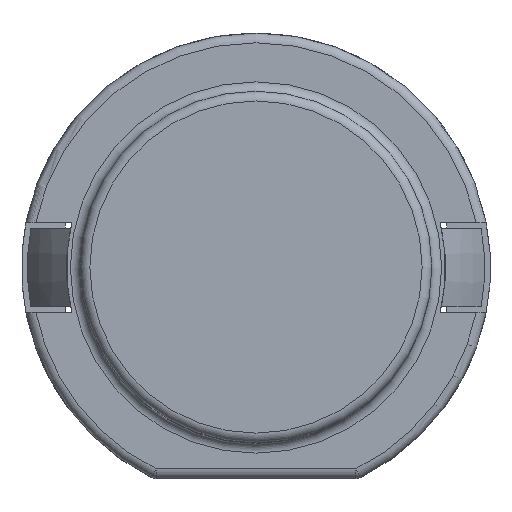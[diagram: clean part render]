
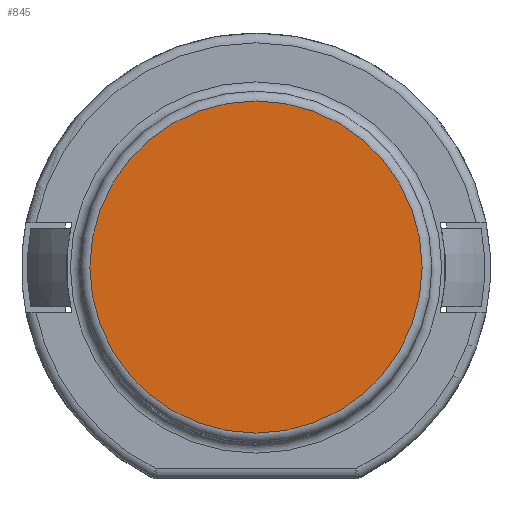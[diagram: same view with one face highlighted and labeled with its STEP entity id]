
A CAD part, top view. The second image highlights one B-rep face of the part: STEP entity #845.
In plain terms, the highlighted planar face has unit normal (0, 0, 1).
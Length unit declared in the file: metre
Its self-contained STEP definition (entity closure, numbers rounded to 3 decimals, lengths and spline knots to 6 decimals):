
#845 = ADVANCED_FACE( '', ( #1762 ), #1763, .T. );
#1762 = FACE_OUTER_BOUND( '', #2898, .T. );
#1763 = PLANE( '', #2899 );
#2898 = EDGE_LOOP( '', ( #5444 ) );
#2899 = AXIS2_PLACEMENT_3D( '', #5445, #5446, #5447 );
#5444 = ORIENTED_EDGE( '', *, *, #6261, .T. );
#5445 = CARTESIAN_POINT( '', ( 0.0025, -0.0022, 0.014 ) );
#5446 = DIRECTION( '', ( 0., 0., 1. ) );
#5447 = DIRECTION( '', ( 1., 0., 0. ) );
#6261 = EDGE_CURVE( '', #7667, #7667, #7668, .T. );
#7667 = VERTEX_POINT( '', #9664 );
#7668 = CIRCLE( '', #9665, 0.00425 );
#9664 = CARTESIAN_POINT( '', ( 0.00675, -0.0025, 0.014 ) );
#9665 = AXIS2_PLACEMENT_3D( '', #11431, #11432, #11433 );
#11431 = CARTESIAN_POINT( '', ( 0.0025, -0.0025, 0.014 ) );
#11432 = DIRECTION( '', ( 0., 0., 1. ) );
#11433 = DIRECTION( '', ( 1., 0., 0. ) );
